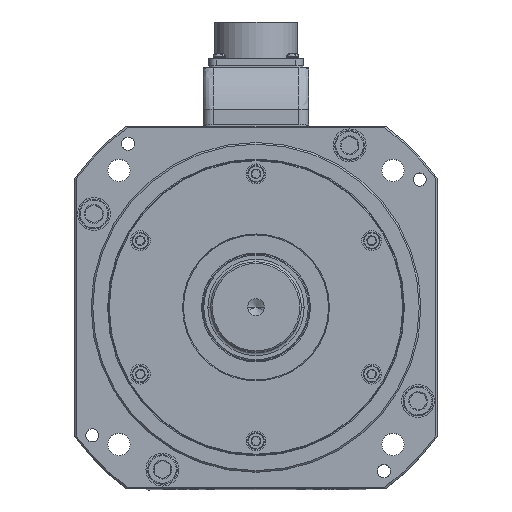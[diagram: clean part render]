
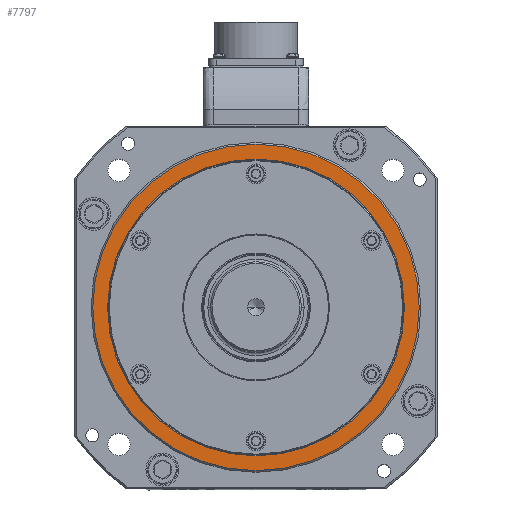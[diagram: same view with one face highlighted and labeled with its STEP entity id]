
A CAD part, top view. The second image highlights one B-rep face of the part: STEP entity #7797.
In plain terms, the highlighted planar face has unit normal (0, 0, 1).
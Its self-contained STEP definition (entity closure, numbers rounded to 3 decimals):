
#335 = DIRECTION ( 'NONE',  ( 0., 0., 1. ) ) ;
#341 = DIRECTION ( 'NONE',  ( 1., 0., 0. ) ) ;
#369 = CARTESIAN_POINT ( 'NONE',  ( 0., 0., 39. ) ) ;
#7797 = ADVANCED_FACE ( 'NONE', ( #84131, #84354 ), #84319, .T. ) ;
#9468 = DIRECTION ( 'NONE',  ( 0., 0., 1. ) ) ;
#9484 = DIRECTION ( 'NONE',  ( 1., 0., 0. ) ) ;
#9523 = CARTESIAN_POINT ( 'NONE',  ( 0., 0., 39. ) ) ;
#10692 = VERTEX_POINT ( 'NONE', #85576 ) ;
#10708 = VERTEX_POINT ( 'NONE', #85574 ) ;
#10772 = VERTEX_POINT ( 'NONE', #85611 ) ;
#10774 = VERTEX_POINT ( 'NONE', #85692 ) ;
#10939 = DIRECTION ( 'NONE',  ( 0., 0., 1. ) ) ;
#10951 = CARTESIAN_POINT ( 'NONE',  ( 0., 0., 39. ) ) ;
#10956 = DIRECTION ( 'NONE',  ( 1., 0., 0. ) ) ;
#26898 = ORIENTED_EDGE ( 'NONE', *, *, #28933, .F. ) ;
#26909 = ORIENTED_EDGE ( 'NONE', *, *, #29758, .F. ) ;
#26940 = ORIENTED_EDGE ( 'NONE', *, *, #28706, .T. ) ;
#26968 = ORIENTED_EDGE ( 'NONE', *, *, #29695, .T. ) ;
#28706 = EDGE_CURVE ( 'NONE', #10692, #10708, #48825, .T. ) ;
#28933 = EDGE_CURVE ( 'NONE', #10772, #10774, #49214, .T. ) ;
#29695 = EDGE_CURVE ( 'NONE', #10708, #10692, #39970, .T. ) ;
#29758 = EDGE_CURVE ( 'NONE', #10774, #10772, #40005, .T. ) ;
#39929 = AXIS2_PLACEMENT_3D ( 'NONE', #76143, #76178, #76139 ) ;
#39970 = CIRCLE ( 'NONE', #39929, 99. ) ;
#40005 = CIRCLE ( 'NONE', #40022, 90. ) ;
#40022 = AXIS2_PLACEMENT_3D ( 'NONE', #369, #335, #341 ) ;
#48825 = CIRCLE ( 'NONE', #48863, 99. ) ;
#48863 = AXIS2_PLACEMENT_3D ( 'NONE', #9523, #9468, #9484 ) ;
#49214 = CIRCLE ( 'NONE', #49219, 90. ) ;
#49219 = AXIS2_PLACEMENT_3D ( 'NONE', #10951, #10939, #10956 ) ;
#70183 = EDGE_LOOP ( 'NONE', ( #26898, #26909 ) ) ;
#70222 = EDGE_LOOP ( 'NONE', ( #26940, #26968 ) ) ;
#76139 = DIRECTION ( 'NONE',  ( 1., 0., 0. ) ) ;
#76143 = CARTESIAN_POINT ( 'NONE',  ( 0., 0., 39. ) ) ;
#76178 = DIRECTION ( 'NONE',  ( 0., 0., 1. ) ) ;
#84131 = FACE_OUTER_BOUND ( 'NONE', #70222, .T. ) ;
#84241 = DIRECTION ( 'NONE',  ( 0., 0., 1. ) ) ;
#84261 = DIRECTION ( 'NONE',  ( 1., 0., 0. ) ) ;
#84272 = CARTESIAN_POINT ( 'NONE',  ( 0., 0., 39. ) ) ;
#84319 = PLANE ( 'NONE',  #89313 ) ;
#84354 = FACE_BOUND ( 'NONE', #70183, .T. ) ;
#85574 = CARTESIAN_POINT ( 'NONE',  ( 99., 0., 39. ) ) ;
#85576 = CARTESIAN_POINT ( 'NONE',  ( -99., 0., 39. ) ) ;
#85611 = CARTESIAN_POINT ( 'NONE',  ( 90., 0., 39. ) ) ;
#85692 = CARTESIAN_POINT ( 'NONE',  ( -90., 0., 39. ) ) ;
#89313 = AXIS2_PLACEMENT_3D ( 'NONE', #84272, #84241, #84261 ) ;
